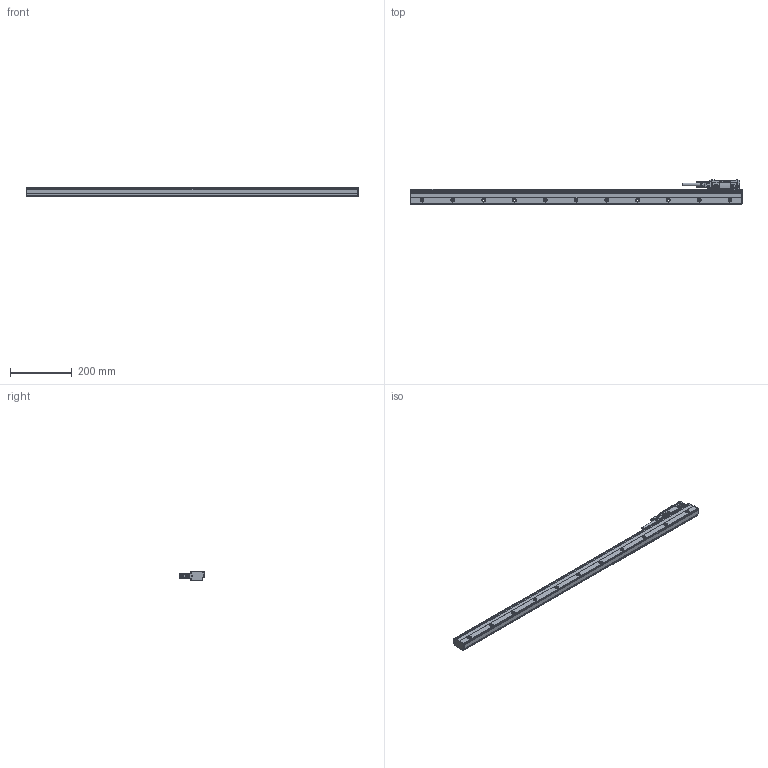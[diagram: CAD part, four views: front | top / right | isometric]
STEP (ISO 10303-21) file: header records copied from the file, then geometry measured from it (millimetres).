
FILE_DESCRIPTION(('CATIA V5 STEP'),'2;1');
FILE_NAME('SR87_R_094.stp','2010-05-27T01:55:48+00:00',('none'),('none'),'CATIA Version 5 Release 19 SP 6 (IN-10)','CATIA V5 STEP AP214','none');
FILE_SCHEMA(('AUTOMOTIVE_DESIGN { 1 0 10303 214 1 1 1 1 }'));
Products named in the file (3): SR87_R_094; SR87_head_R; SR87-094_S
Assembly tree (2 placements, depth 2):
  SR87_R_094
    SR87_head_R
    SR87-094_S
Bounding box: 1078 x 78 x 29 mm (x, y, z)
Volume: 1417441.7 mm3; surface area: 213459.9 mm2
Topology: 2 solids, 20 shells, 2838 faces, 7247 edges, 4368 vertices
Faces by surface type: plane 1440, cylinder 893, cone 178, torus 177, sphere 96, bspline 54
Entity records: 83146 total; most frequent: CARTESIAN_POINT 20740, ORIENTED_EDGE 14276, DIRECTION 10234, EDGE_CURVE 7128, VERTEX_POINT 4366, AXIS2_PLACEMENT_3D 4227, VECTOR 3943, LINE 3943
